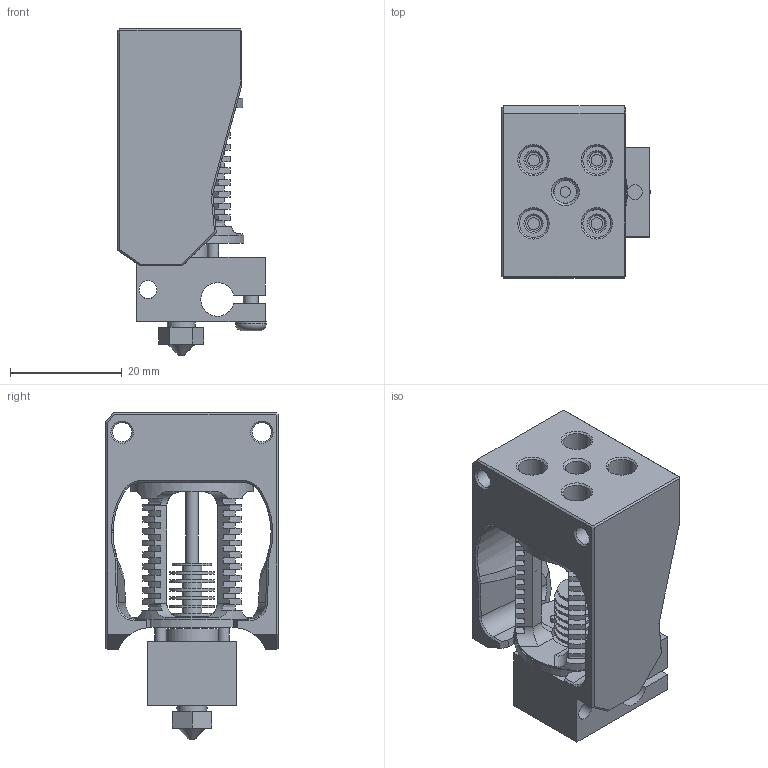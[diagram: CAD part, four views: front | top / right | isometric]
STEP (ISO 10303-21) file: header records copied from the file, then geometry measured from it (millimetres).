
FILE_DESCRIPTION(/* description */ (''),/* implementation_level */ '2;1');
FILE_NAME(/* name */ 'FS_Hotend_Mount_Dragon.step',/* time_stamp */ '2022-12-27T20:45:56-06:00',/* author */ (''),/* organization */ (''),/* preprocessor_version */ 'ST-DEVELOPER v19.2',/* originating_system */ 'Autodesk Translation Framework v11.17.0.187',/* authorisation */ '');
FILE_SCHEMA (('AUTOMOTIVE_DESIGN { 1 0 10303 214 3 1 1 }'));
Length unit declared in the file: millimetre
Products named in the file (4): FS_HE_Mounts; FS_Hotend_Mount_Dragon (1); Dragon Hotend:1; Component29
Assembly tree (3 placements, depth 3):
  FS_HE_Mounts
    FS_Hotend_Mount_Dragon (1)
      Dragon Hotend:1
      Component29
Bounding box: 26.52 x 30.8 x 58.4 mm (x, y, z)
Volume: 15991.4 mm3; surface area: 13005.3 mm2
Topology: 2 solids, 6 shells, 524 faces, 1361 edges, 885 vertices
Faces by surface type: plane 269, cylinder 179, bspline 57, cone 18, torus 1
Full cylindrical faces by diameter (mm): 1.35 x4, 1.85 x3, 2 x4, 2.075 x4, 2.15 x2, 2.6 x2, 2.65 x3, 2.8 x4, 3.15 x2, 3.2 x1, 3.4 x2, 3.5 x7, 4 x1, 4.2 x1, 5 x5, 5.5 x1, 7 x1, 8 x6, 9 x1, 9.5 x1, 22 x2, 22.3 x1
Entity records: 17620 total; most frequent: CARTESIAN_POINT 4653, ORIENTED_EDGE 2722, DIRECTION 2533, EDGE_CURVE 1361, VERTEX_POINT 885, AXIS2_PLACEMENT_3D 865, LINE 803, VECTOR 803
